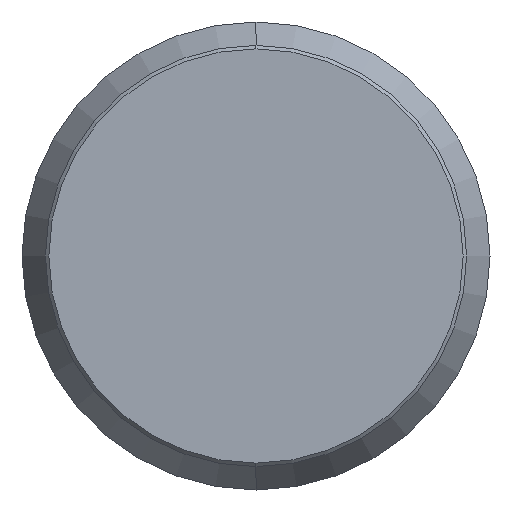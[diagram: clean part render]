
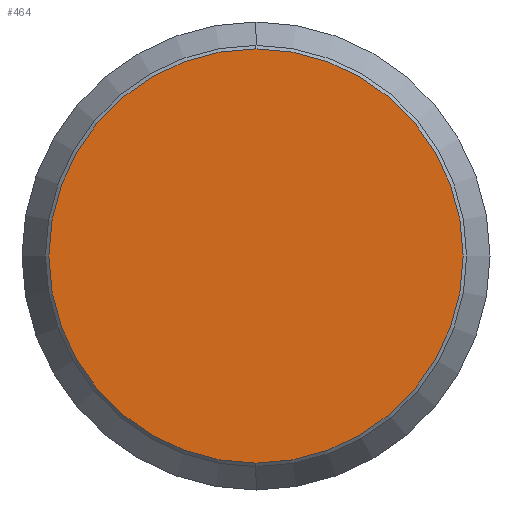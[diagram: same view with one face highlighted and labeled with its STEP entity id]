
A CAD part, left-side view. The second image highlights one B-rep face of the part: STEP entity #464.
In plain terms, the highlighted planar face has unit normal (-1, 0, 0).
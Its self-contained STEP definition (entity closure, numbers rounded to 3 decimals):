
#5 = DIRECTION ( 'NONE',  ( 0., 0., 1. ) ) ;
#13 = DIRECTION ( 'NONE',  ( -1., 0., 0. ) ) ;
#18 = CARTESIAN_POINT ( 'NONE',  ( 0., 0., 17.7 ) ) ;
#32 = AXIS2_PLACEMENT_3D ( 'NONE', #446, #250, #442 ) ;
#135 = DIRECTION ( 'NONE',  ( 0., 0., 1. ) ) ;
#140 = CARTESIAN_POINT ( 'NONE',  ( 0., 0., 0. ) ) ;
#145 = ORIENTED_EDGE ( 'NONE', *, *, #315, .T. ) ;
#148 = FACE_OUTER_BOUND ( 'NONE', #365, .T. ) ;
#151 = PLANE ( 'NONE',  #32 ) ;
#169 = CARTESIAN_POINT ( 'NONE',  ( 0., 0., 0. ) ) ;
#243 = ORIENTED_EDGE ( 'NONE', *, *, #328, .T. ) ;
#250 = DIRECTION ( 'NONE',  ( 1., 0., 0. ) ) ;
#315 = EDGE_CURVE ( 'NONE', #386, #444, #376, .T. ) ;
#317 = CARTESIAN_POINT ( 'NONE',  ( 0., 0., -17.7 ) ) ;
#328 = EDGE_CURVE ( 'NONE', #444, #386, #468, .T. ) ;
#349 = DIRECTION ( 'NONE',  ( -1., 0., 0. ) ) ;
#365 = EDGE_LOOP ( 'NONE', ( #145, #243 ) ) ;
#376 = CIRCLE ( 'NONE', #400, 17.7 ) ;
#386 = VERTEX_POINT ( 'NONE', #317 ) ;
#400 = AXIS2_PLACEMENT_3D ( 'NONE', #169, #13, #5 ) ;
#440 = AXIS2_PLACEMENT_3D ( 'NONE', #140, #349, #135 ) ;
#442 = DIRECTION ( 'NONE',  ( 0., 0., -1. ) ) ;
#444 = VERTEX_POINT ( 'NONE', #18 ) ;
#446 = CARTESIAN_POINT ( 'NONE',  ( 0., 0., 0. ) ) ;
#464 = ADVANCED_FACE ( 'NONE', ( #148 ), #151, .F. ) ;
#468 = CIRCLE ( 'NONE', #440, 17.7 ) ;
